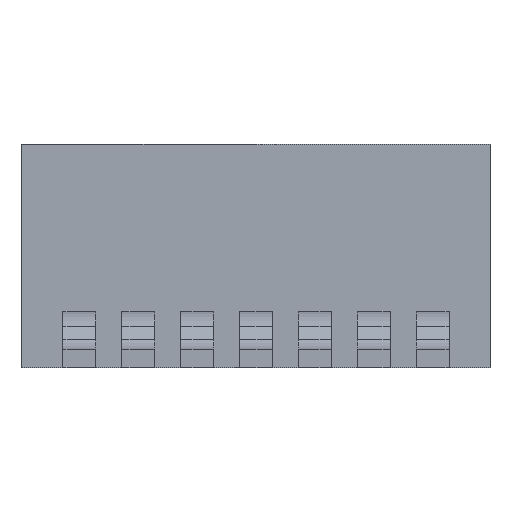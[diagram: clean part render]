
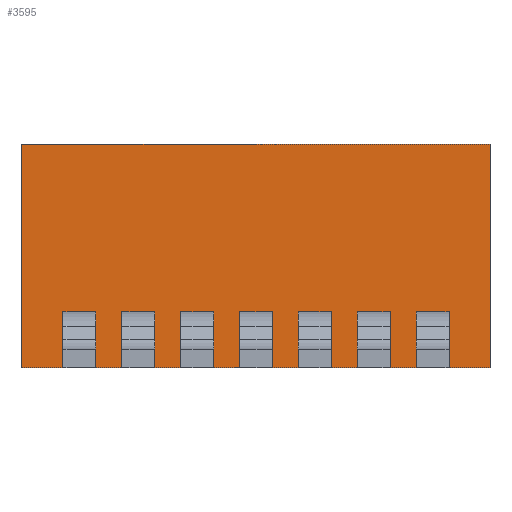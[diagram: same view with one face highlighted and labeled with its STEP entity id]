
A CAD part, left-side view. The second image highlights one B-rep face of the part: STEP entity #3595.
In plain terms, the highlighted planar face has unit normal (-1, 0, 0).
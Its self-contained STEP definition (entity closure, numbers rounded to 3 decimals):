
#3556 = CARTESIAN_POINT ( 'NONE',  ( -3.073, 5.048, 0. ) ) ;
#3557 = VERTEX_POINT ( 'NONE', #3556 ) ;
#3558 = CARTESIAN_POINT ( 'NONE',  ( -3.073, -5.048, 0. ) ) ;
#3559 = VERTEX_POINT ( 'NONE', #3558 ) ;
#3560 = CARTESIAN_POINT ( 'NONE',  ( -3.073, 5.048, 0. ) ) ;
#3561 = DIRECTION ( 'NONE',  ( 0., -1., 0. ) ) ;
#3562 = VECTOR ( 'NONE', #3561, 1000. ) ;
#3563 = LINE ( 'NONE', #3560, #3562 ) ;
#3564 = EDGE_CURVE ( 'NONE', #3557, #3559, #3563, .T. ) ;
#3565 = ORIENTED_EDGE ( 'NONE', *, *, #3564, .T. ) ;
#3566 = CARTESIAN_POINT ( 'NONE',  ( -3.073, -5.048, 4.83 ) ) ;
#3567 = VERTEX_POINT ( 'NONE', #3566 ) ;
#3568 = CARTESIAN_POINT ( 'NONE',  ( -3.073, -5.048, 4.83 ) ) ;
#3569 = DIRECTION ( 'NONE',  ( 0., 0., -1. ) ) ;
#3570 = VECTOR ( 'NONE', #3569, 1000. ) ;
#3571 = LINE ( 'NONE', #3568, #3570 ) ;
#3572 = EDGE_CURVE ( 'NONE', #3567, #3559, #3571, .T. ) ;
#3573 = ORIENTED_EDGE ( 'NONE', *, *, #3572, .F. ) ;
#3574 = CARTESIAN_POINT ( 'NONE',  ( -3.073, 5.048, 4.83 ) ) ;
#3575 = VERTEX_POINT ( 'NONE', #3574 ) ;
#3576 = CARTESIAN_POINT ( 'NONE',  ( -3.073, 5.048, 4.83 ) ) ;
#3577 = DIRECTION ( 'NONE',  ( 0., -1., 0. ) ) ;
#3578 = VECTOR ( 'NONE', #3577, 1000. ) ;
#3579 = LINE ( 'NONE', #3576, #3578 ) ;
#3580 = EDGE_CURVE ( 'NONE', #3575, #3567, #3579, .T. ) ;
#3581 = ORIENTED_EDGE ( 'NONE', *, *, #3580, .F. ) ;
#3582 = CARTESIAN_POINT ( 'NONE',  ( -3.073, 5.048, 4.83 ) ) ;
#3583 = DIRECTION ( 'NONE',  ( 0., 0., -1. ) ) ;
#3584 = VECTOR ( 'NONE', #3583, 1000. ) ;
#3585 = LINE ( 'NONE', #3582, #3584 ) ;
#3586 = EDGE_CURVE ( 'NONE', #3575, #3557, #3585, .T. ) ;
#3587 = ORIENTED_EDGE ( 'NONE', *, *, #3586, .T. ) ;
#3588 = EDGE_LOOP ( 'NONE', ( #3565, #3573, #3581, #3587 ) ) ;
#3589 = FACE_OUTER_BOUND ( 'NONE', #3588, .T. ) ;
#3590 = CARTESIAN_POINT ( 'NONE',  ( -3.073, 5.048, 4.83 ) ) ;
#3591 = DIRECTION ( 'NONE',  ( 1., 0., 0. ) ) ;
#3592 = DIRECTION ( 'NONE',  ( 0., 1., 0. ) ) ;
#3593 = AXIS2_PLACEMENT_3D ( 'NONE', #3590, #3591, #3592 ) ;
#3594 = PLANE ( 'NONE', #3593 ) ;
#3595 = ADVANCED_FACE ( 'NONE', ( #3589 ), #3594, .F. ) ;
